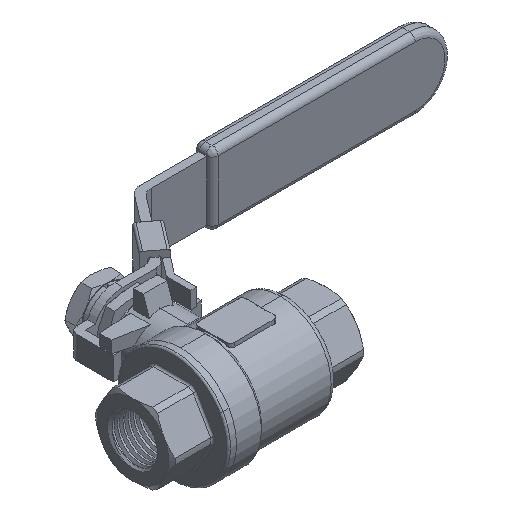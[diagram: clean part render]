
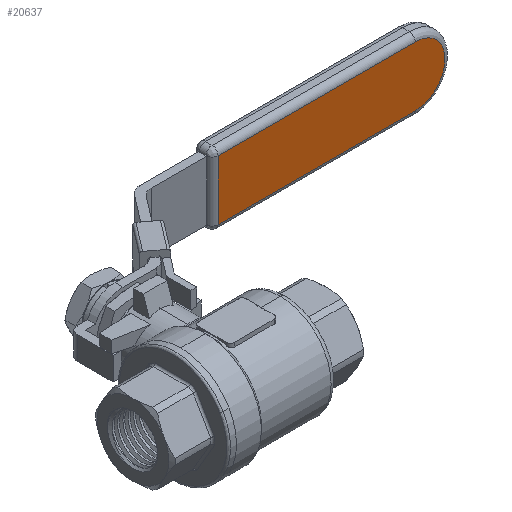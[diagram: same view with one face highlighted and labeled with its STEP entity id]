
A CAD part, isometric view. The second image highlights one B-rep face of the part: STEP entity #20637.
In plain terms, the highlighted planar face has unit normal (0, -1, 0).
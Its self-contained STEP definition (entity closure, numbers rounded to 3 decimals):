
#1645 = LINE ( 'NONE', #21558, #26119 ) ;
#2073 = EDGE_CURVE ( 'NONE', #14202, #9030, #14376, .T. ) ;
#2083 = CARTESIAN_POINT ( 'NONE',  ( 40.5, 0., 7.5 ) ) ;
#3855 = EDGE_CURVE ( 'NONE', #19331, #14202, #25446, .T. ) ;
#4272 = EDGE_LOOP ( 'NONE', ( #21217, #11351, #10755, #12006 ) ) ;
#4481 = CARTESIAN_POINT ( 'NONE',  ( 25.5, 0., 7.5 ) ) ;
#4590 = CARTESIAN_POINT ( 'NONE',  ( 40.5, 0., -7.5 ) ) ;
#5702 = VERTEX_POINT ( 'NONE', #28377 ) ;
#6806 = DIRECTION ( 'NONE',  ( -1., 0., 0. ) ) ;
#9030 = VERTEX_POINT ( 'NONE', #17660 ) ;
#9415 = CARTESIAN_POINT ( 'NONE',  ( 25.5, 0., -7.5 ) ) ;
#10403 = CARTESIAN_POINT ( 'NONE',  ( -24., 0., -9. ) ) ;
#10755 = ORIENTED_EDGE ( 'NONE', *, *, #16312, .F. ) ;
#10902 = CARTESIAN_POINT ( 'NONE',  ( 25.5, 0., 0. ) ) ;
#11191 = PLANE ( 'NONE',  #17472 ) ;
#11351 = ORIENTED_EDGE ( 'NONE', *, *, #3855, .F. ) ;
#12006 = ORIENTED_EDGE ( 'NONE', *, *, #15683, .F. ) ;
#13326 = DIRECTION ( 'NONE',  ( 0., 1., 0. ) ) ;
#14202 = VERTEX_POINT ( 'NONE', #15539 ) ;
#14376 = LINE ( 'NONE', #9415, #20506 ) ;
#15539 = CARTESIAN_POINT ( 'NONE',  ( 25.5, 0., -7.5 ) ) ;
#15683 = EDGE_CURVE ( 'NONE', #9030, #5702, #16433, .T. ) ;
#16312 = EDGE_CURVE ( 'NONE', #5702, #19331, #1645, .T. ) ;
#16433 = LINE ( 'NONE', #10403, #22205 ) ;
#17472 = AXIS2_PLACEMENT_3D ( 'NONE', #10902, #13326, #29519 ) ;
#17660 = CARTESIAN_POINT ( 'NONE',  ( -24., 0., -7.5 ) ) ;
#19331 = VERTEX_POINT ( 'NONE', #28384 ) ;
#20506 = VECTOR ( 'NONE', #6806, 1000. ) ;
#20637 = ADVANCED_FACE ( 'NONE', ( #24214 ), #11191, .F. ) ;
#21157 = DIRECTION ( 'NONE',  ( 1., 0., 0. ) ) ;
#21217 = ORIENTED_EDGE ( 'NONE', *, *, #2073, .F. ) ;
#21558 = CARTESIAN_POINT ( 'NONE',  ( 25.5, 0., 7.5 ) ) ;
#21970 = DIRECTION ( 'NONE',  ( 0., 0., 1. ) ) ;
#22205 = VECTOR ( 'NONE', #21970, 1000. ) ;
#24214 = FACE_OUTER_BOUND ( 'NONE', #4272, .T. ) ;
#25446 =( BOUNDED_CURVE ( )  B_SPLINE_CURVE ( 3, ( #4481, #2083, #4590, #29469 ),
 .UNSPECIFIED., .F., .F. ) 
 B_SPLINE_CURVE_WITH_KNOTS ( ( 4, 4 ),
 ( 0., 1. ),
 .UNSPECIFIED. ) 
 CURVE ( )  GEOMETRIC_REPRESENTATION_ITEM ( )  RATIONAL_B_SPLINE_CURVE ( ( 1., 0.333, 0.333, 1. ) ) 
 REPRESENTATION_ITEM ( '' )  );
#26119 = VECTOR ( 'NONE', #21157, 1000. ) ;
#28377 = CARTESIAN_POINT ( 'NONE',  ( -24., 0., 7.5 ) ) ;
#28384 = CARTESIAN_POINT ( 'NONE',  ( 25.5, 0., 7.5 ) ) ;
#29469 = CARTESIAN_POINT ( 'NONE',  ( 25.5, 0., -7.5 ) ) ;
#29519 = DIRECTION ( 'NONE',  ( 0., 0., 1. ) ) ;
